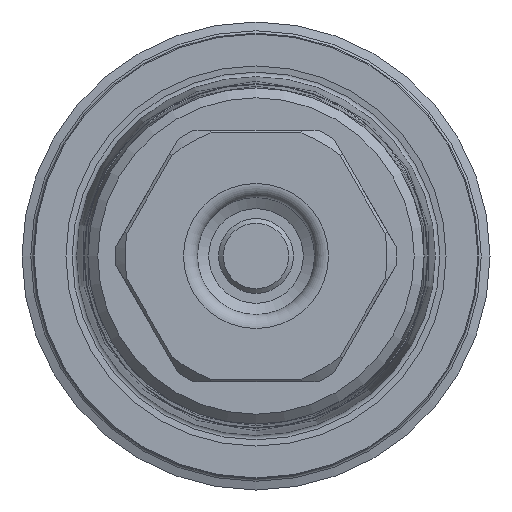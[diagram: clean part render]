
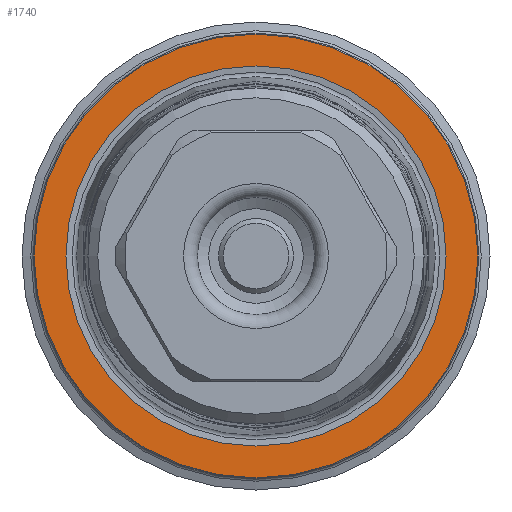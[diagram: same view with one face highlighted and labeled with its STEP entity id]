
A CAD part, left-side view. The second image highlights one B-rep face of the part: STEP entity #1740.
In plain terms, the highlighted planar face has unit normal (-1, 0, 0).
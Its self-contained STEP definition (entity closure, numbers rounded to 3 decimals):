
#149=PLANE('',#1841);
#178=ORIENTED_EDGE('',*,*,#450,.T.);
#179=ORIENTED_EDGE('',*,*,#451,.F.);
#450=EDGE_CURVE('',#586,#586,#698,.T.);
#451=EDGE_CURVE('',#587,#587,#699,.T.);
#586=VERTEX_POINT('',#2396);
#587=VERTEX_POINT('',#2398);
#698=CIRCLE('',#1842,23.706);
#699=CIRCLE('',#1843,20.308);
#780=EDGE_LOOP('',(#178));
#781=EDGE_LOOP('',(#179));
#934=FACE_BOUND('',#780,.T.);
#935=FACE_BOUND('',#781,.T.);
#1740=ADVANCED_FACE('',(#934,#935),#149,.T.);
#1841=AXIS2_PLACEMENT_3D('',#2394,#2021,#2022);
#1842=AXIS2_PLACEMENT_3D('',#2395,#2023,#2024);
#1843=AXIS2_PLACEMENT_3D('',#2397,#2025,#2026);
#2021=DIRECTION('',(-1.,0.,0.));
#2022=DIRECTION('',(0.,0.,1.));
#2023=DIRECTION('',(-1.,0.,0.));
#2024=DIRECTION('',(0.,0.,1.));
#2025=DIRECTION('',(-1.,0.,0.));
#2026=DIRECTION('',(0.,0.,1.));
#2394=CARTESIAN_POINT('',(-7.,0.,20.308));
#2395=CARTESIAN_POINT('',(-7.,0.,0.));
#2396=CARTESIAN_POINT('',(-7.,0.,23.706));
#2397=CARTESIAN_POINT('',(-7.,0.,0.));
#2398=CARTESIAN_POINT('',(-7.,0.,20.308));
